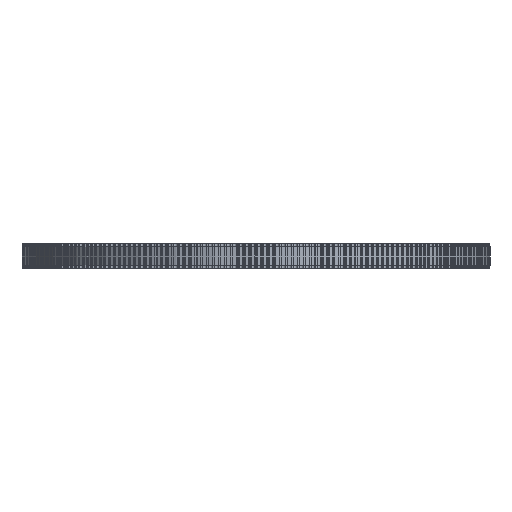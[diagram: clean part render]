
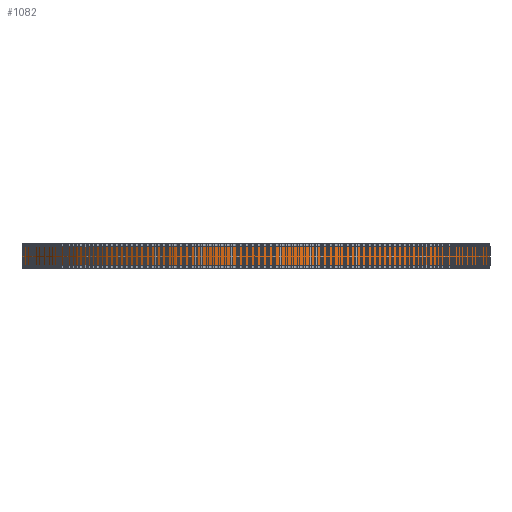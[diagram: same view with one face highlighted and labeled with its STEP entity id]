
A CAD part, front view. The second image highlights one B-rep face of the part: STEP entity #1082.
In plain terms, the highlighted cylindrical face has radius 76.394 mm (diameter 152.789 mm), a full revolution.
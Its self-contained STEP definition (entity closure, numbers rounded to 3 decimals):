
#97=FACE_BOUND('',#3968,.T.);
#98=FACE_BOUND('',#3969,.T.);
#1082=ADVANCED_FACE('',(#97,#98),#2043,.T.);
#2043=CYLINDRICAL_SURFACE('',#21263,76.394);
#3968=EDGE_LOOP('',(#11650));
#3969=EDGE_LOOP('',(#11651));
#11650=ORIENTED_EDGE('',*,*,#16454,.T.);
#11651=ORIENTED_EDGE('',*,*,#16455,.T.);
#13572=VERTEX_POINT('',#33760);
#13573=VERTEX_POINT('',#33762);
#16454=EDGE_CURVE('',#13572,#13572,#18376,.T.);
#16455=EDGE_CURVE('',#13573,#13573,#18377,.T.);
#18376=CIRCLE('',#21261,76.394);
#18377=CIRCLE('',#21262,76.394);
#21261=AXIS2_PLACEMENT_3D('',#33759,#27990,#27991);
#21262=AXIS2_PLACEMENT_3D('',#33761,#27992,#27993);
#21263=AXIS2_PLACEMENT_3D('',#33763,#27994,#27995);
#27990=DIRECTION('',(0.,0.,1.));
#27991=DIRECTION('',(1.,0.,0.));
#27992=DIRECTION('',(0.,0.,-1.));
#27993=DIRECTION('',(1.,0.,0.));
#27994=DIRECTION('',(0.,0.,1.));
#27995=DIRECTION('',(1.,0.,0.));
#33759=CARTESIAN_POINT('',(0.,0.,1.));
#33760=CARTESIAN_POINT('',(76.394,0.,1.));
#33761=CARTESIAN_POINT('',(0.,0.,7.));
#33762=CARTESIAN_POINT('',(76.394,0.,7.));
#33763=CARTESIAN_POINT('',(0.,0.,1.));
